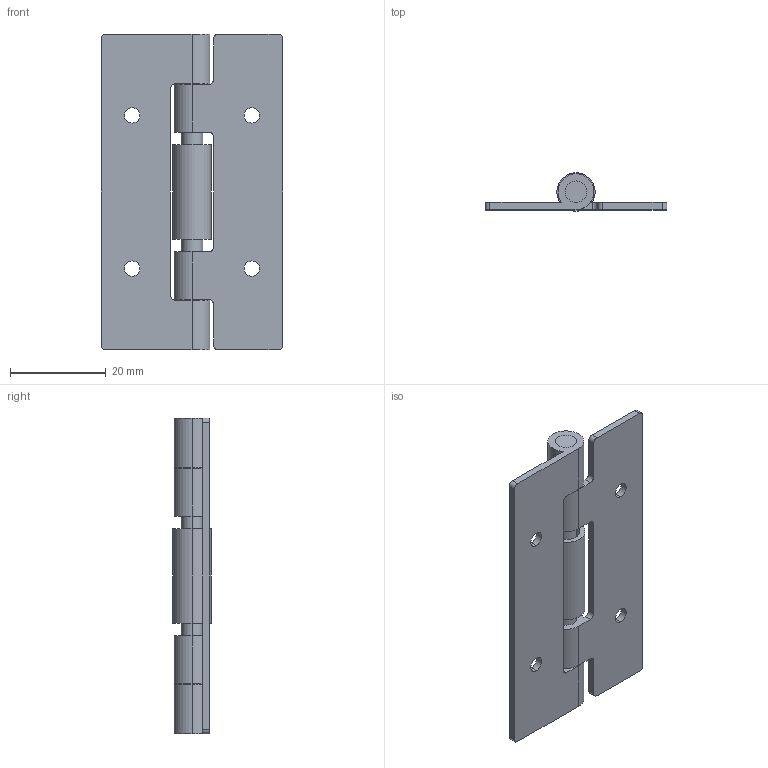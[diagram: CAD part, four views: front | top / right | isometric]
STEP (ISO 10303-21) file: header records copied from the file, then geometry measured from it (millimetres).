
FILE_DESCRIPTION (( 'STEP AP203' ), '1' );
FILE_NAME ('sone3D.STEP', '2014-02-25T05:21:39', ( '' ), ( '' ), 'SwSTEP 2.0', 'SolidWorks 2012', '' );
FILE_SCHEMA (( 'CONFIG_CONTROL_DESIGN' ));
Length unit declared in the file: millimetre
Products named in the file (5): B-1246-3羽根A_; B-1246-3軸_; sone3D; B-1246-3僗僾儕儞僌_; B-1246-3羽根B_
Assembly tree (4 placements, depth 2):
  sone3D
    B-1246-3羽根A_
    B-1246-3羽根B_
    B-1246-3軸_
    B-1246-3僗僾儕儞僌_
Bounding box: 38 x 8 x 66 mm (x, y, z)
Volume: 5644.8 mm3; surface area: 8004.2 mm2
Topology: 4 solids, 4 shells, 70 faces, 186 edges, 124 vertices
Faces by surface type: cylinder 46, plane 24
Entity records: 2781 total; most frequent: DIRECTION 432, CARTESIAN_POINT 387, ORIENTED_EDGE 372, EDGE_CURVE 186, AXIS2_PLACEMENT_3D 169, VERTEX_POINT 124, VECTOR 94, LINE 94
